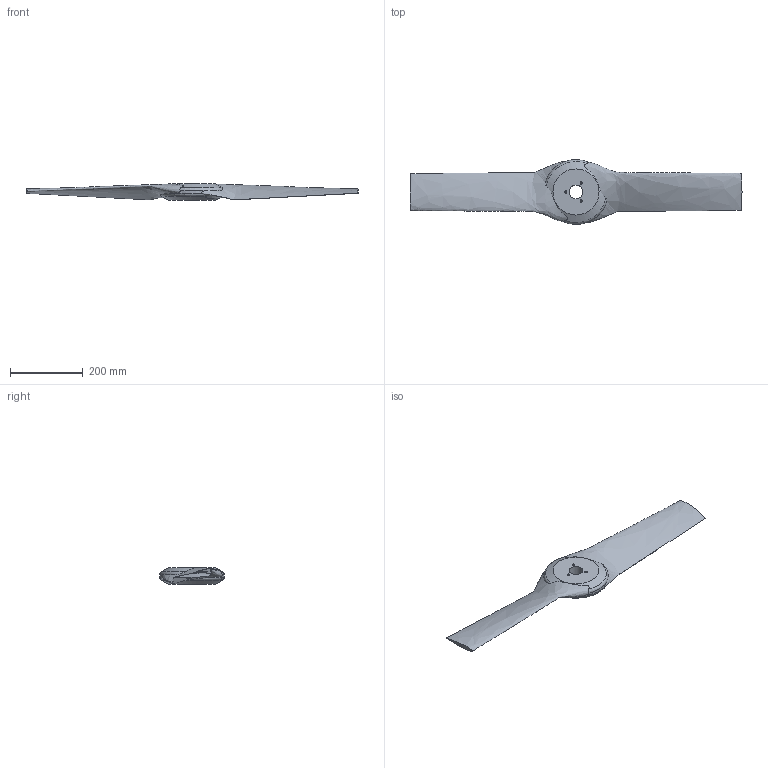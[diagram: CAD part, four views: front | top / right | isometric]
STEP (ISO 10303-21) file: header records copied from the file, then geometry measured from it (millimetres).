
FILE_DESCRIPTION(/* description */ ('Alibre Inc.'),/* implementation_level */ '2;1');
FILE_NAME(/* name */ 'export0',/* time_stamp */ '2015-07-21T20:56:06-07:00',/* author */ (''),/* organization */ (''),/* preprocessor_version */ 'ST-DEVELOPER v14',/* originating_system */ 'Alibre',/* authorisation */ '');
FILE_SCHEMA (('CONFIG_CONTROL_DESIGN'));
Length unit declared in the file: centimetre
Products named in the file (1): ID_1
Bounding box: 914.4 x 177.71 x 44.45 mm (x, y, z)
Volume: 1685719.2 mm3; surface area: 235048.7 mm2
Topology: 1 solids, 1 shells, 18 faces, 52 edges, 36 vertices
Faces by surface type: cylinder 8, torus 4, plane 2, bspline 2, cone 2
Full cylindrical faces by diameter (mm): 6.35 x3, 38.1 x1
Entity records: 8141 total; most frequent: CARTESIAN_POINT 7672, ORIENTED_EDGE 88, DIRECTION 48, EDGE_CURVE 44, VERTEX_POINT 34, EDGE_LOOP 32, FACE_BOUND 32, B_SPLINE_CURVE_WITH_KNOTS 26
